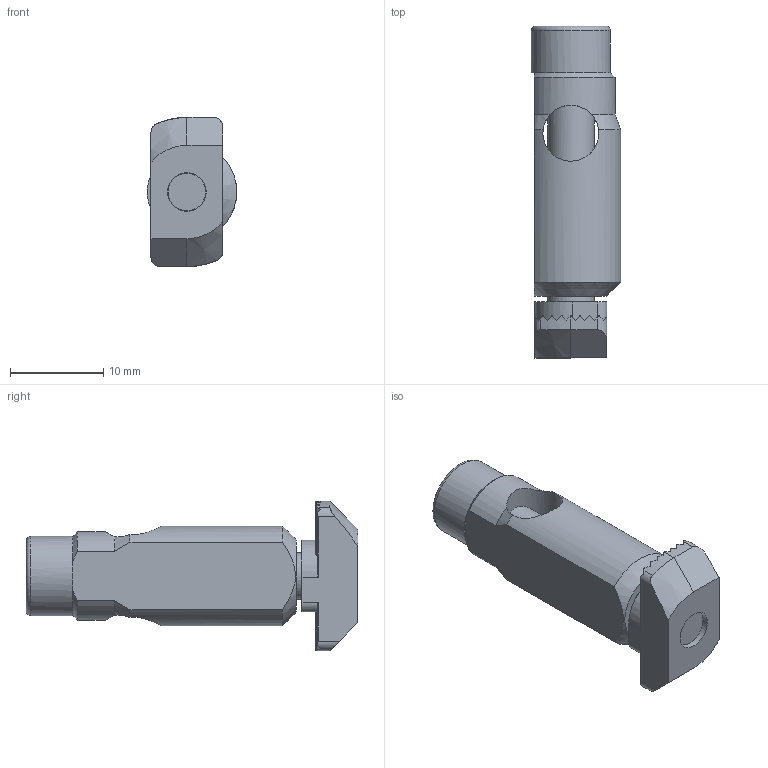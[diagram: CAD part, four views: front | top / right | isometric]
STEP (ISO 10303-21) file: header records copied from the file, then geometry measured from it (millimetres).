
FILE_DESCRIPTION(/* description */ (''),/* implementation_level */ '2;1');
FILE_NAME(/* name */ '340530.stp',/* time_stamp */ '2023-03-20T18:04:05+01:00',/* author */ ('aluteckkpl_kk'),/* organization */ (''),/* preprocessor_version */ 'ST-DEVELOPER v18.1',/* originating_system */ 'Autodesk Inventor 2021',/* authorisation */ '');
FILE_SCHEMA (('CONFIG_CONTROL_DESIGN'));
Length unit declared in the file: millimetre
Products named in the file (1): 340530
Bounding box: 9.6 x 35.6 x 16 mm (x, y, z)
Volume: 2462 mm3; surface area: 1857.4 mm2
Topology: 1 solids, 2 shells, 122 faces, 335 edges, 218 vertices
Faces by surface type: plane 73, cylinder 37, cone 10, torus 2
Full cylindrical faces by diameter (mm): 4.134 x1, 5 x3, 6 x2, 8.5 x1
Entity records: 4773 total; most frequent: CARTESIAN_POINT 1481, ORIENTED_EDGE 680, DIRECTION 632, EDGE_CURVE 340, AXIS2_PLACEMENT_3D 227, VERTEX_POINT 218, LINE 178, VECTOR 178
